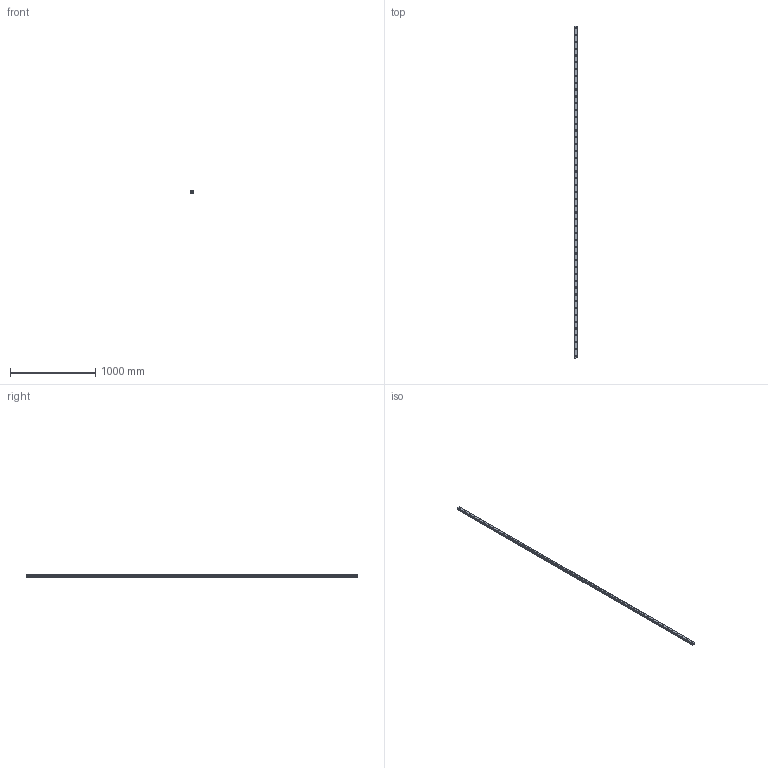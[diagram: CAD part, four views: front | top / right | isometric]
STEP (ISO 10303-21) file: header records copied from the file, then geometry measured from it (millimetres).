
FILE_DESCRIPTION(('STEP AP214'),'1');
FILE_NAME('cctmp_90ACF381-033B-434D-B396-1A5896EF9BFE_2021_02_12_15_24_25_0994..stp','2021-02-12T14:24:26',('HIWIN GmbH'),('CADClick - www.CADClick.com'),'Spatial InterOp 3D',' ','unknown authorization');
FILE_SCHEMA(('AUTOMOTIVE_DESIGN'));
Length unit declared in the file: millimetre
Products named in the file (1): EGR35R3890C_FILE
Bounding box: 34 x 3890 x 27.5 mm (x, y, z)
Volume: 3062065.9 mm3; surface area: 545056.8 mm2
Topology: 1 solids, 1 shells, 548 faces, 1185 edges, 790 vertices
Faces by surface type: cylinder 312, plane 236
Entity records: 19601 total; most frequent: DIRECTION 2907, CARTESIAN_POINT 2524, ORIENTED_EDGE 2370, EDGE_CURVE 1185, AXIS2_PLACEMENT_3D 1173, VERTEX_POINT 790, EDGE_LOOP 699, CIRCLE 624
